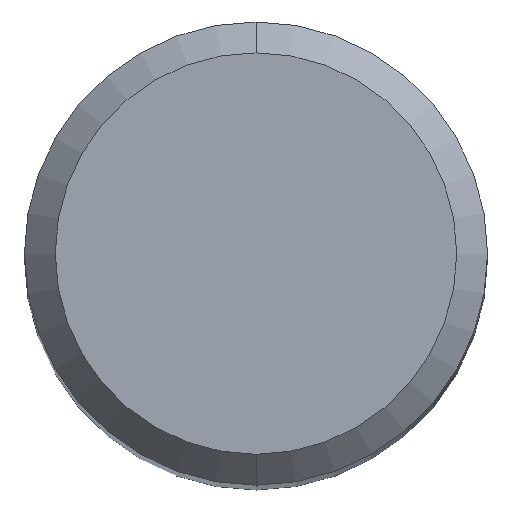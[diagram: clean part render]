
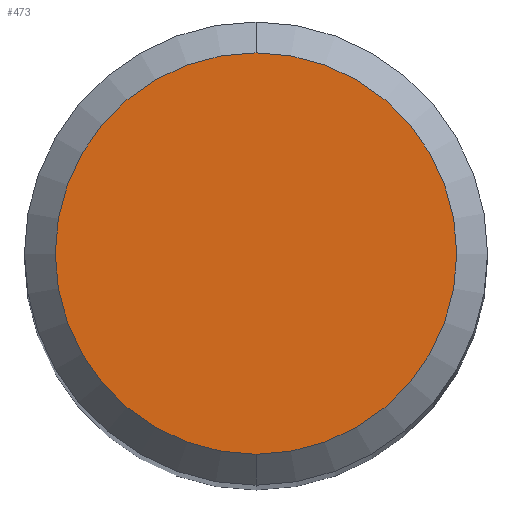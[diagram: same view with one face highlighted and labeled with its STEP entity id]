
A CAD part, top view. The second image highlights one B-rep face of the part: STEP entity #473.
In plain terms, the highlighted planar face has unit normal (0, 0, 1).
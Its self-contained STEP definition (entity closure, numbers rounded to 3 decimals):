
#229=EDGE_CURVE('',#421,#273,#592,.T.);
#273=VERTEX_POINT('',#644);
#413=EDGE_CURVE('',#273,#421,#796,.T.);
#421=VERTEX_POINT('',#805);
#473=ADVANCED_FACE('',(#865),#866,.T.);
#592=CIRCLE('',#991,2.6);
#644=CARTESIAN_POINT('',(0.0,2.6,0.0));
#796=CIRCLE('',#1365,2.6);
#805=CARTESIAN_POINT('',(0.,-2.6,0.0));
#865=FACE_OUTER_BOUND('',#1478,.T.);
#866=PLANE('',#1479);
#991=AXIS2_PLACEMENT_3D('',#1696,#1697,#1698);
#1365=AXIS2_PLACEMENT_3D('',#1919,#1920,#1921);
#1478=EDGE_LOOP('',(#2019,#2020));
#1479=AXIS2_PLACEMENT_3D('',#2021,#2022,#2023);
#1696=CARTESIAN_POINT('',(0.0,0.0,0.0));
#1697=DIRECTION('',(0.0,0.0,-1.0));
#1698=DIRECTION('',(0.0,1.0,0.0));
#1919=CARTESIAN_POINT('',(0.0,0.0,0.0));
#1920=DIRECTION('',(0.0,0.0,-1.0));
#1921=DIRECTION('',(0.0,1.0,0.0));
#2019=ORIENTED_EDGE('',*,*,#413,.F.);
#2020=ORIENTED_EDGE('',*,*,#229,.F.);
#2021=CARTESIAN_POINT('',(0.0,1.3,0.0));
#2022=DIRECTION('',(-0.0,0.0,1.0));
#2023=DIRECTION('',(0.0,-1.0,0.0));
